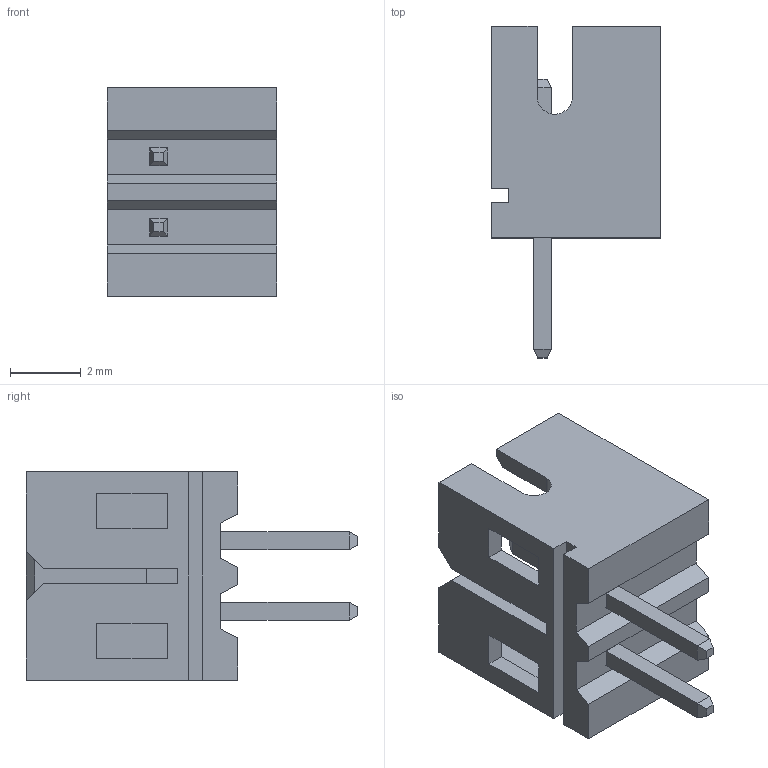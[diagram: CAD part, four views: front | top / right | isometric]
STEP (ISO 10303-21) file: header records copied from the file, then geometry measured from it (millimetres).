
FILE_DESCRIPTION (( 'STEP AP214' ), '1' );
FILE_NAME ('User Library-MW-2M-3.STEP', '2021-07-17T05:58:25', ( '' ), ( '' ), 'SwSTEP 2.0', 'SolidWorks 2021', '' );
FILE_SCHEMA (( 'AUTOMOTIVE_DESIGN' ));
Length unit declared in the file: millimetre
Products named in the file (3): User Library-MW-2M-3; MW-2MCase; ContactMW
Assembly tree (3 placements, depth 2):
  User Library-MW-2M-3
    MW-2MCase
    ContactMW  x2
Bounding box: 4.8 x 9.4 x 5.9 mm (x, y, z)
Volume: 74.3 mm3; surface area: 304.1 mm2
Topology: 3 solids, 3 shells, 93 faces, 241 edges, 154 vertices
Faces by surface type: plane 91, cylinder 2
Entity records: 3418 total; most frequent: CARTESIAN_POINT 436, ORIENTED_EDGE 426, DIRECTION 387, EDGE_CURVE 213, VECTOR 209, LINE 209, VERTEX_POINT 138, AXIS2_PLACEMENT_3D 89
